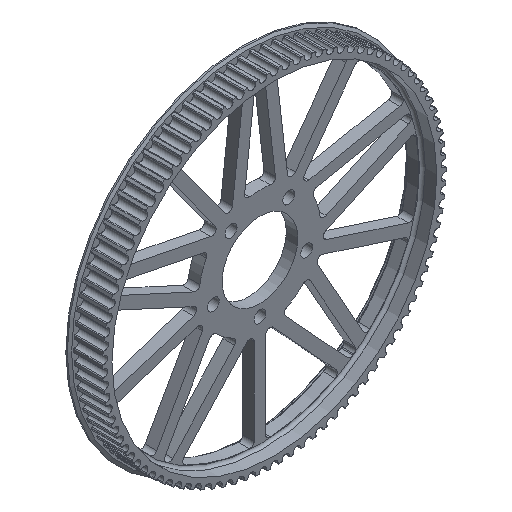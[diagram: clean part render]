
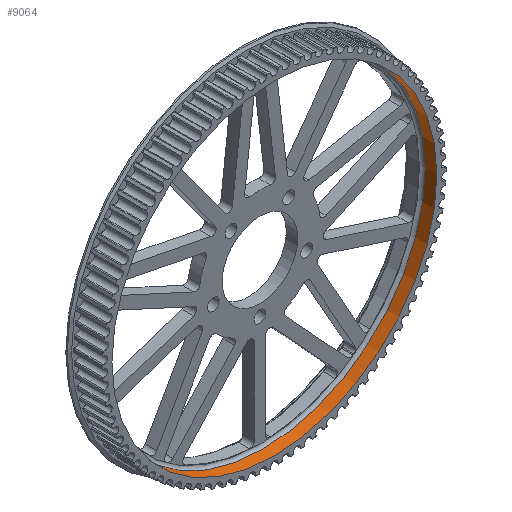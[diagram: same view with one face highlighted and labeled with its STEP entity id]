
A CAD part, isometric view. The second image highlights one B-rep face of the part: STEP entity #9064.
In plain terms, the highlighted cylindrical face has radius 112.5 mm (diameter 225 mm), a full revolution.
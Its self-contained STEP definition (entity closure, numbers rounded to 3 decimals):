
#183=FACE_OUTER_BOUND('',#678,.T.);
#678=EDGE_LOOP('',(#5929,#5930,#5931,#5932,#5933));
#1262=LINE('',#14794,#1809);
#1809=VECTOR('',#11456,112.5);
#2346=CIRCLE('',#9698,112.5);
#2347=CIRCLE('',#9699,112.5);
#2348=CIRCLE('',#9701,112.5);
#3313=VERTEX_POINT('',#14786);
#3314=VERTEX_POINT('',#14788);
#3315=VERTEX_POINT('',#14792);
#4374=EDGE_CURVE('',#3313,#3314,#2346,.T.);
#4375=EDGE_CURVE('',#3314,#3313,#2347,.T.);
#4376=EDGE_CURVE('',#3315,#3315,#2348,.T.);
#4377=EDGE_CURVE('',#3315,#3314,#1262,.T.);
#5929=ORIENTED_EDGE('',*,*,#4376,.F.);
#5930=ORIENTED_EDGE('',*,*,#4377,.T.);
#5931=ORIENTED_EDGE('',*,*,#4374,.F.);
#5932=ORIENTED_EDGE('',*,*,#4375,.F.);
#5933=ORIENTED_EDGE('',*,*,#4377,.F.);
#8582=CYLINDRICAL_SURFACE('',#9700,112.5);
#9064=ADVANCED_FACE('',(#183),#8582,.F.);
#9698=AXIS2_PLACEMENT_3D('',#14789,#11448,#11449);
#9699=AXIS2_PLACEMENT_3D('',#14790,#11450,#11451);
#9700=AXIS2_PLACEMENT_3D('',#14791,#11452,#11453);
#9701=AXIS2_PLACEMENT_3D('',#14793,#11454,#11455);
#11448=DIRECTION('center_axis',(0.,-1.,0.));
#11449=DIRECTION('ref_axis',(-1.,0.,0.));
#11450=DIRECTION('center_axis',(0.,-1.,0.));
#11451=DIRECTION('ref_axis',(-1.,0.,0.));
#11452=DIRECTION('center_axis',(0.,1.,0.));
#11453=DIRECTION('ref_axis',(1.,0.,0.));
#11454=DIRECTION('center_axis',(0.,1.,0.));
#11455=DIRECTION('ref_axis',(1.,0.,0.));
#11456=DIRECTION('',(0.,1.,0.));
#14786=CARTESIAN_POINT('',(0.,-14.,-112.5));
#14788=CARTESIAN_POINT('',(-112.5,-14.,0.));
#14789=CARTESIAN_POINT('Origin',(0.,-14.,0.));
#14790=CARTESIAN_POINT('Origin',(0.,-14.,0.));
#14791=CARTESIAN_POINT('Origin',(0.,-22.,0.));
#14792=CARTESIAN_POINT('',(-112.5,-22.,0.));
#14793=CARTESIAN_POINT('Origin',(0.,-22.,0.));
#14794=CARTESIAN_POINT('',(-112.5,-22.,0.));
